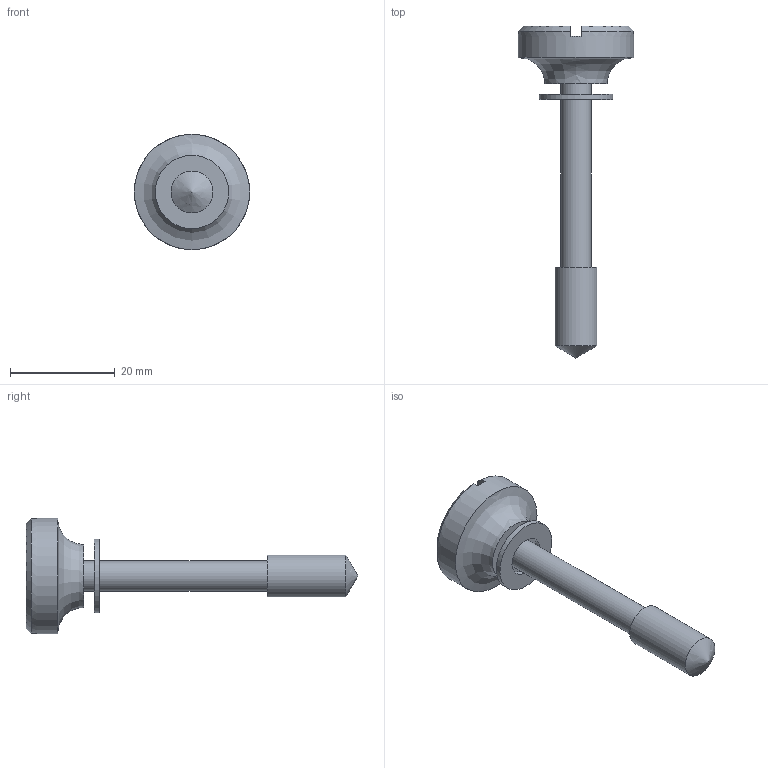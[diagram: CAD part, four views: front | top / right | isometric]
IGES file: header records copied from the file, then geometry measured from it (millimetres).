
Start section: SolidWorks IGES file using analytic representation for surfaces
Global section: file name: A-176-31.IGS, 1; native system: 5HSolidWorks 2011; preprocessor: SolidWorks 2011; author: 1337yo; date: 130322.110507; units: millimetre
Bounding box: 22 x 63.31 x 22 mm (x, y, z)
Surface area: 2689.1 mm2 (no closed solid volume)
Topology: 0 solids, 0 shells, 18 faces, 73 edges, 60 vertices
Faces by surface type: bspline 9, revolution 9
